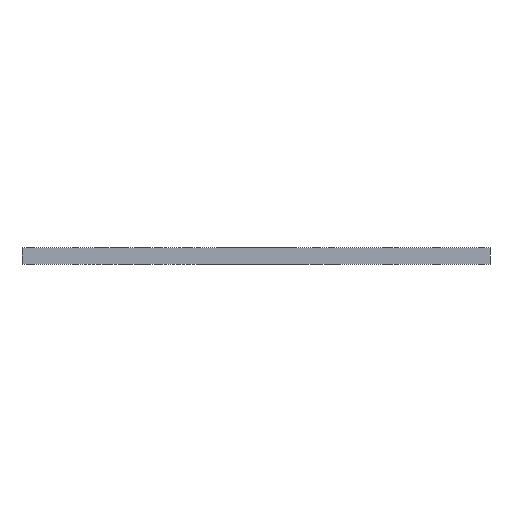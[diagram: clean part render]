
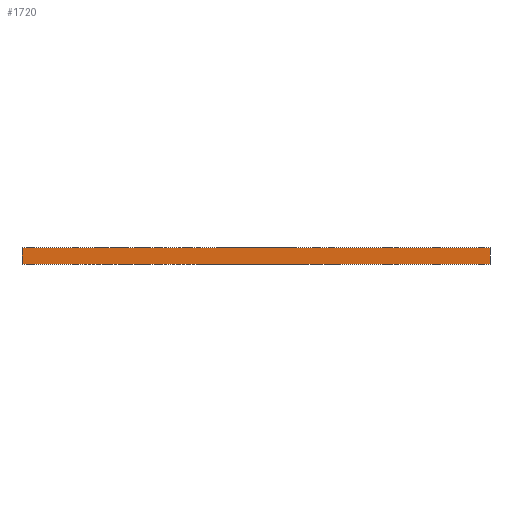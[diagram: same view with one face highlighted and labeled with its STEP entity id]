
A CAD part, front view. The second image highlights one B-rep face of the part: STEP entity #1720.
In plain terms, the highlighted planar face has unit normal (0, -1, 0).
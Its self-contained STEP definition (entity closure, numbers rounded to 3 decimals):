
#122=PLANE('',#1871);
#209=FACE_OUTER_BOUND('',#321,.T.);
#321=EDGE_LOOP('',(#1549,#1550,#1551,#1552));
#423=LINE('',#2431,#607);
#576=LINE('',#2794,#760);
#577=LINE('',#2797,#761);
#578=LINE('',#2798,#762);
#607=VECTOR('',#1981,10.);
#760=VECTOR('',#2324,10.);
#761=VECTOR('',#2327,10.);
#762=VECTOR('',#2328,10.);
#791=VERTEX_POINT('',#2425);
#793=VERTEX_POINT('',#2429);
#908=VERTEX_POINT('',#2792);
#909=VERTEX_POINT('',#2796);
#959=EDGE_CURVE('',#791,#793,#423,.T.);
#1140=EDGE_CURVE('',#793,#908,#576,.T.);
#1141=EDGE_CURVE('',#909,#908,#577,.T.);
#1142=EDGE_CURVE('',#791,#909,#578,.T.);
#1549=ORIENTED_EDGE('',*,*,#959,.T.);
#1550=ORIENTED_EDGE('',*,*,#1140,.T.);
#1551=ORIENTED_EDGE('',*,*,#1141,.F.);
#1552=ORIENTED_EDGE('',*,*,#1142,.F.);
#1720=ADVANCED_FACE('',(#209),#122,.T.);
#1871=AXIS2_PLACEMENT_3D('',#2795,#2325,#2326);
#1981=DIRECTION('',(1.,0.,0.));
#2324=DIRECTION('',(0.,0.,1.));
#2325=DIRECTION('center_axis',(0.,-1.,0.));
#2326=DIRECTION('ref_axis',(1.,0.,0.));
#2327=DIRECTION('',(1.,0.,0.));
#2328=DIRECTION('',(0.,0.,1.));
#2425=CARTESIAN_POINT('',(0.,0.,0.));
#2429=CARTESIAN_POINT('',(350.,0.,0.));
#2431=CARTESIAN_POINT('',(0.,0.,0.));
#2792=CARTESIAN_POINT('',(350.,0.,12.));
#2794=CARTESIAN_POINT('',(350.,0.,0.));
#2795=CARTESIAN_POINT('Origin',(0.,0.,0.));
#2796=CARTESIAN_POINT('',(0.,0.,12.));
#2797=CARTESIAN_POINT('',(0.,0.,12.));
#2798=CARTESIAN_POINT('',(0.,0.,0.));
